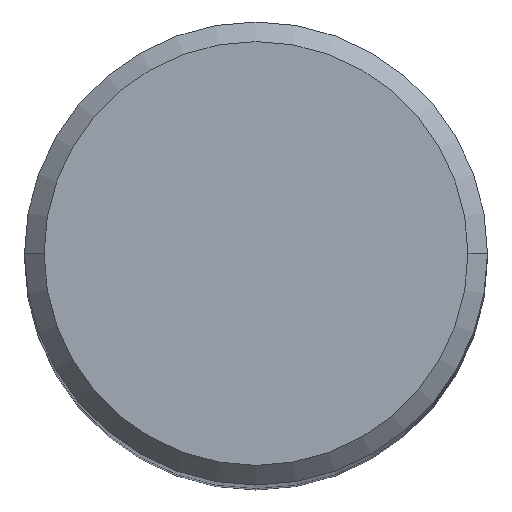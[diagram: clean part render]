
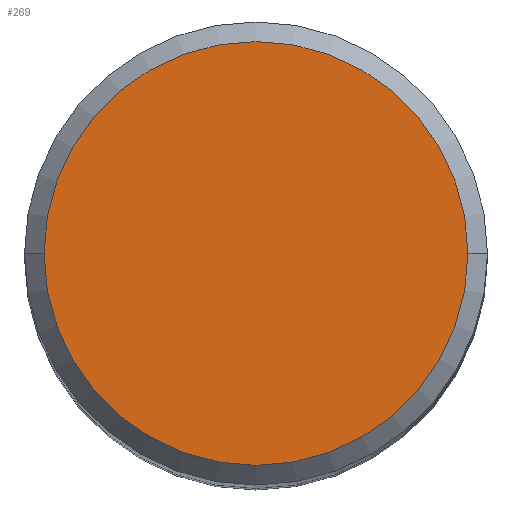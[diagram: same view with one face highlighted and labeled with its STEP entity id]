
A CAD part, top view. The second image highlights one B-rep face of the part: STEP entity #269.
In plain terms, the highlighted planar face has unit normal (0, 0, 1).
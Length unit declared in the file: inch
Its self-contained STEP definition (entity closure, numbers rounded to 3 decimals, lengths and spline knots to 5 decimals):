
#8 = ORIENTED_EDGE ( 'NONE', *, *, #53, .T. ) ;
#13 = CARTESIAN_POINT ( 'NONE',  ( -0.2162, 0., 0. ) ) ;
#22 = CARTESIAN_POINT ( 'NONE',  ( 0., 0., 0. ) ) ;
#26 = DIRECTION ( 'NONE',  ( 0., 0., -1. ) ) ;
#41 = CARTESIAN_POINT ( 'NONE',  ( 0.2162, 0., 0. ) ) ;
#53 = EDGE_CURVE ( 'NONE', #252, #154, #362, .T. ) ;
#58 = CARTESIAN_POINT ( 'NONE',  ( 0., 0., 0. ) ) ;
#64 = DIRECTION ( 'NONE',  ( 1., 0., 0. ) ) ;
#77 = DIRECTION ( 'NONE',  ( -1., 0., 0. ) ) ;
#87 = ORIENTED_EDGE ( 'NONE', *, *, #415, .T. ) ;
#90 = AXIS2_PLACEMENT_3D ( 'NONE', #276, #26, #77 ) ;
#92 = CIRCLE ( 'NONE', #319, 0.2162 ) ;
#103 = EDGE_LOOP ( 'NONE', ( #8, #87 ) ) ;
#138 = PLANE ( 'NONE',  #90 ) ;
#151 = DIRECTION ( 'NONE',  ( 0., 0., 1. ) ) ;
#154 = VERTEX_POINT ( 'NONE', #41 ) ;
#163 = FACE_OUTER_BOUND ( 'NONE', #103, .T. ) ;
#252 = VERTEX_POINT ( 'NONE', #13 ) ;
#269 = ADVANCED_FACE ( 'NONE', ( #163 ), #138, .F. ) ;
#276 = CARTESIAN_POINT ( 'NONE',  ( 0., 0.2162, 0. ) ) ;
#319 = AXIS2_PLACEMENT_3D ( 'NONE', #58, #151, #64 ) ;
#324 = AXIS2_PLACEMENT_3D ( 'NONE', #22, #378, #375 ) ;
#362 = CIRCLE ( 'NONE', #324, 0.2162 ) ;
#375 = DIRECTION ( 'NONE',  ( 1., 0., 0. ) ) ;
#378 = DIRECTION ( 'NONE',  ( 0., 0., 1. ) ) ;
#415 = EDGE_CURVE ( 'NONE', #154, #252, #92, .T. ) ;
